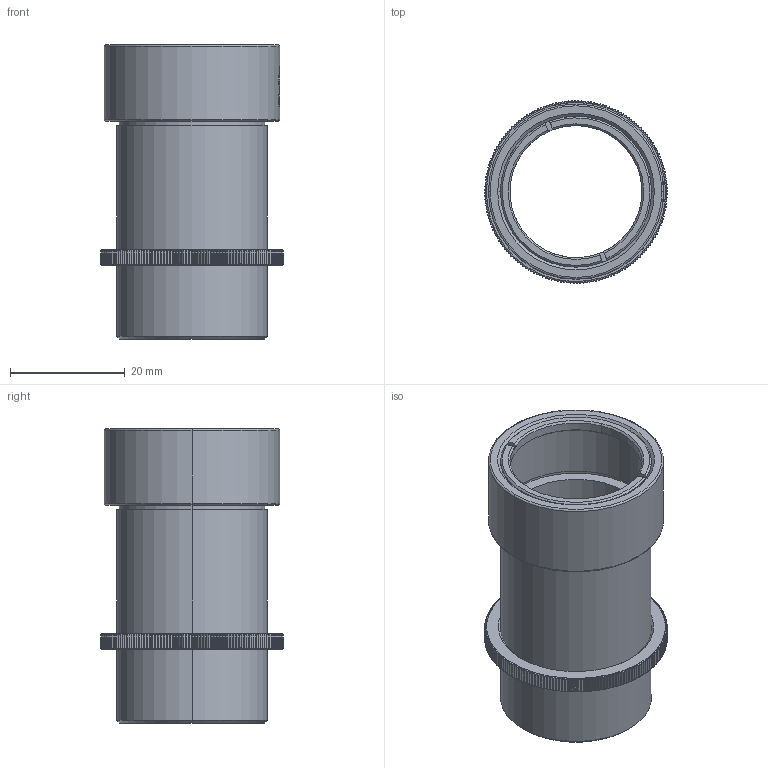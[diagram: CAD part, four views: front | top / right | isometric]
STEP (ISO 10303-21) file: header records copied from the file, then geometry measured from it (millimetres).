
FILE_DESCRIPTION (( 'STEP AP203' ), '1' );
FILE_NAME ('CSAS1-33A.STEP', '2025-09-02T08:04:16', ( '' ), ( '' ), 'SwSTEP 2.0', 'SolidWorks 2020', '' );
FILE_SCHEMA (( 'CONFIG_CONTROL_DESIGN' ));
Length unit declared in the file: millimetre
Products named in the file (1): CSAS1-33A
Bounding box: 31.8 x 31.8 x 51.3 mm (x, y, z)
Volume: 7544.1 mm3; surface area: 10540.6 mm2
Topology: 3 solids, 3 shells, 1221 faces, 3482 edges, 2312 vertices
Faces by surface type: plane 634, bspline 336, cylinder 223, cone 18, torus 10
Entity records: 61150 total; most frequent: CARTESIAN_POINT 33119, ORIENTED_EDGE 6964, DIRECTION 4034, EDGE_CURVE 3482, VERTEX_POINT 2312, B_SPLINE_CURVE_WITH_KNOTS 1682, AXIS2_PLACEMENT_3D 1348, LINE 1338
